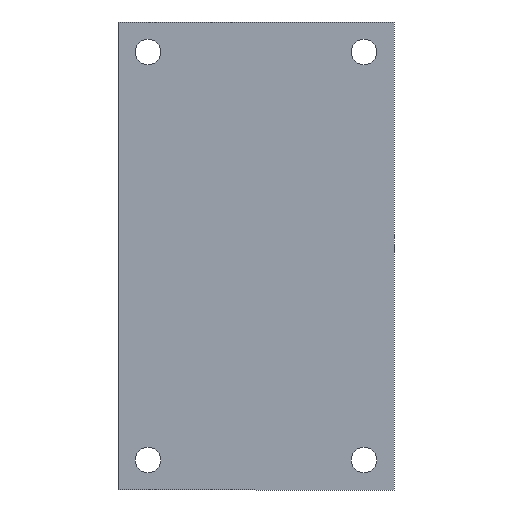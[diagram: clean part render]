
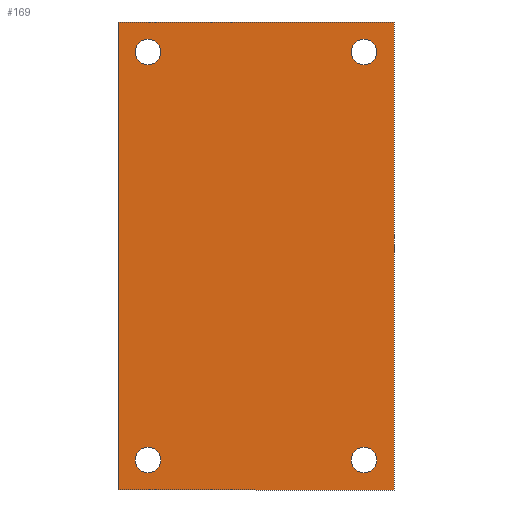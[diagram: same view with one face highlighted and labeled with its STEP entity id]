
A CAD part, front view. The second image highlights one B-rep face of the part: STEP entity #169.
In plain terms, the highlighted planar face has unit normal (0, -1, 0).
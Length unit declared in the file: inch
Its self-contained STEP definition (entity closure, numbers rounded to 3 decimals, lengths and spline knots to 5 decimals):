
#7 = CIRCLE ( 'NONE', #37, 0.1325 ) ;
#16 = VERTEX_POINT ( 'NONE', #281 ) ;
#19 = EDGE_CURVE ( 'NONE', #297, #16, #478, .T. ) ;
#28 = DIRECTION ( 'NONE',  ( 0., 0., -1. ) ) ;
#34 = VERTEX_POINT ( 'NONE', #92 ) ;
#37 = AXIS2_PLACEMENT_3D ( 'NONE', #78, #274, #116 ) ;
#56 = AXIS2_PLACEMENT_3D ( 'NONE', #215, #176, #142 ) ;
#65 = CARTESIAN_POINT ( 'NONE',  ( 1.4375, 0., -2.4375 ) ) ;
#78 = CARTESIAN_POINT ( 'NONE',  ( -1.125, 0., 2.125 ) ) ;
#87 = DIRECTION ( 'NONE',  ( 1., 0., 0. ) ) ;
#92 = CARTESIAN_POINT ( 'NONE',  ( -1.125, 0., -2.2575 ) ) ;
#95 = CARTESIAN_POINT ( 'NONE',  ( 1.125, 0., 1.9925 ) ) ;
#102 = FACE_BOUND ( 'NONE', #278, .T. ) ;
#116 = DIRECTION ( 'NONE',  ( 0., 0., -1. ) ) ;
#123 = CARTESIAN_POINT ( 'NONE',  ( 1.125, 0., -2.2575 ) ) ;
#142 = DIRECTION ( 'NONE',  ( 0., 0., -1. ) ) ;
#162 = DIRECTION ( 'NONE',  ( -1., 0., 0. ) ) ;
#169 = ADVANCED_FACE ( 'NONE', ( #284, #258, #198, #102, #303 ), #324, .T. ) ;
#176 = DIRECTION ( 'NONE',  ( 0., -1., 0. ) ) ;
#177 = DIRECTION ( 'NONE',  ( 0., 0., -1. ) ) ;
#187 = DIRECTION ( 'NONE',  ( 0., 0., 1. ) ) ;
#198 = FACE_BOUND ( 'NONE', #262, .T. ) ;
#205 = EDGE_CURVE ( 'NONE', #34, #34, #376, .T. ) ;
#206 = EDGE_LOOP ( 'NONE', ( #405 ) ) ;
#213 = EDGE_CURVE ( 'NONE', #16, #296, #241, .T. ) ;
#215 = CARTESIAN_POINT ( 'NONE',  ( -1.4375, 0., -2.4375 ) ) ;
#219 = ORIENTED_EDGE ( 'NONE', *, *, #334, .T. ) ;
#221 = VERTEX_POINT ( 'NONE', #65 ) ;
#223 = CARTESIAN_POINT ( 'NONE',  ( -1.4375, 0., -2.4375 ) ) ;
#224 = EDGE_CURVE ( 'NONE', #237, #237, #361, .T. ) ;
#235 = EDGE_LOOP ( 'NONE', ( #497 ) ) ;
#237 = VERTEX_POINT ( 'NONE', #95 ) ;
#241 = LINE ( 'NONE', #223, #468 ) ;
#244 = ORIENTED_EDGE ( 'NONE', *, *, #325, .T. ) ;
#258 = FACE_BOUND ( 'NONE', #235, .T. ) ;
#262 = EDGE_LOOP ( 'NONE', ( #244 ) ) ;
#263 = DIRECTION ( 'NONE',  ( 0., 1., 0. ) ) ;
#271 = CARTESIAN_POINT ( 'NONE',  ( 1.4375, 0., 2.4375 ) ) ;
#274 = DIRECTION ( 'NONE',  ( 0., 1., 0. ) ) ;
#276 = VECTOR ( 'NONE', #87, 39.37008 ) ;
#278 = EDGE_LOOP ( 'NONE', ( #333 ) ) ;
#281 = CARTESIAN_POINT ( 'NONE',  ( -1.4375, 0., 2.4375 ) ) ;
#284 = FACE_OUTER_BOUND ( 'NONE', #461, .T. ) ;
#294 = VERTEX_POINT ( 'NONE', #123 ) ;
#296 = VERTEX_POINT ( 'NONE', #318 ) ;
#297 = VERTEX_POINT ( 'NONE', #271 ) ;
#303 = FACE_BOUND ( 'NONE', #206, .T. ) ;
#309 = VERTEX_POINT ( 'NONE', #422 ) ;
#318 = CARTESIAN_POINT ( 'NONE',  ( -1.4375, 0., -2.4375 ) ) ;
#322 = DIRECTION ( 'NONE',  ( 0., 0., -1. ) ) ;
#324 = PLANE ( 'NONE',  #56 ) ;
#325 = EDGE_CURVE ( 'NONE', #309, #309, #7, .T. ) ;
#327 = CARTESIAN_POINT ( 'NONE',  ( -1.4375, 0., 2.4375 ) ) ;
#333 = ORIENTED_EDGE ( 'NONE', *, *, #481, .T. ) ;
#334 = EDGE_CURVE ( 'NONE', #221, #297, #454, .T. ) ;
#340 = ORIENTED_EDGE ( 'NONE', *, *, #446, .T. ) ;
#361 = CIRCLE ( 'NONE', #519, 0.1325 ) ;
#371 = ORIENTED_EDGE ( 'NONE', *, *, #213, .T. ) ;
#372 = ORIENTED_EDGE ( 'NONE', *, *, #19, .T. ) ;
#376 = CIRCLE ( 'NONE', #425, 0.1325 ) ;
#377 = AXIS2_PLACEMENT_3D ( 'NONE', #449, #406, #322 ) ;
#397 = VECTOR ( 'NONE', #162, 39.37008 ) ;
#402 = LINE ( 'NONE', #527, #276 ) ;
#405 = ORIENTED_EDGE ( 'NONE', *, *, #224, .T. ) ;
#406 = DIRECTION ( 'NONE',  ( 0., 1., 0. ) ) ;
#422 = CARTESIAN_POINT ( 'NONE',  ( -1.125, 0., 1.9925 ) ) ;
#425 = AXIS2_PLACEMENT_3D ( 'NONE', #436, #441, #177 ) ;
#436 = CARTESIAN_POINT ( 'NONE',  ( -1.125, 0., -2.125 ) ) ;
#441 = DIRECTION ( 'NONE',  ( 0., 1., 0. ) ) ;
#446 = EDGE_CURVE ( 'NONE', #296, #221, #402, .T. ) ;
#449 = CARTESIAN_POINT ( 'NONE',  ( 1.125, 0., -2.125 ) ) ;
#454 = LINE ( 'NONE', #474, #473 ) ;
#461 = EDGE_LOOP ( 'NONE', ( #219, #372, #371, #340 ) ) ;
#468 = VECTOR ( 'NONE', #516, 39.37008 ) ;
#473 = VECTOR ( 'NONE', #187, 39.37008 ) ;
#474 = CARTESIAN_POINT ( 'NONE',  ( 1.4375, 0., -2.4375 ) ) ;
#478 = LINE ( 'NONE', #327, #397 ) ;
#481 = EDGE_CURVE ( 'NONE', #294, #294, #482, .T. ) ;
#482 = CIRCLE ( 'NONE', #377, 0.1325 ) ;
#497 = ORIENTED_EDGE ( 'NONE', *, *, #205, .T. ) ;
#510 = CARTESIAN_POINT ( 'NONE',  ( 1.125, 0., 2.125 ) ) ;
#516 = DIRECTION ( 'NONE',  ( 0., 0., -1. ) ) ;
#519 = AXIS2_PLACEMENT_3D ( 'NONE', #510, #263, #28 ) ;
#527 = CARTESIAN_POINT ( 'NONE',  ( -1.4375, 0., -2.4375 ) ) ;
